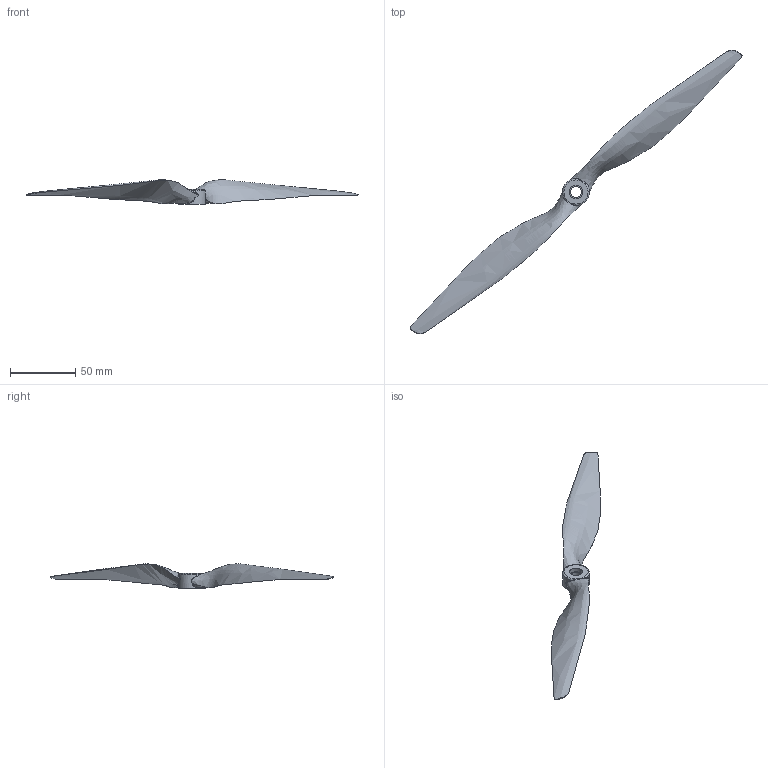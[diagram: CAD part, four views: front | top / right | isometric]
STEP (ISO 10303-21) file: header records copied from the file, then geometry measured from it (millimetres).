
FILE_DESCRIPTION(('none'),'2,1');
FILE_NAME('','Wed Nov 29 03:52:55 2017',('Unknown author'),(''),'HOOPS Exchange','Windows','Unknown authorisation');
FILE_SCHEMA( ('AUTOMOTIVE_DESIGN { 1 0 10303 214 1 1 1 1 }') );
Length unit declared in the file: millimetre
Products named in the file (1): propeller_6292_8967
Bounding box: 253.49 x 216.38 x 18.52 mm (x, y, z)
Volume: 19848.4 mm3; surface area: 15460.4 mm2
Topology: 1 solids, 1 shells, 48 faces, 122 edges, 74 vertices
Faces by surface type: bspline 26, cylinder 14, plane 8
Entity records: 36365 total; most frequent: CARTESIAN_POINT 34614, B_SPLINE_CURVE_WITH_KNOTS 286, DEFINITIONAL_REPRESENTATION 236, PCURVE 236, ORIENTED_EDGE 236, DIRECTION 124, INTERSECTION_CURVE 118, EDGE_CURVE 118
